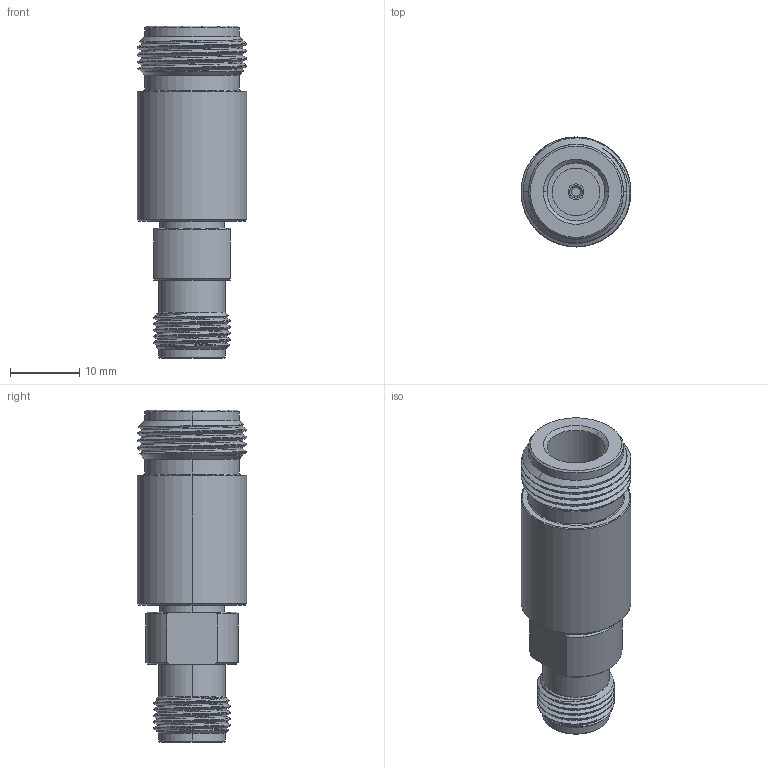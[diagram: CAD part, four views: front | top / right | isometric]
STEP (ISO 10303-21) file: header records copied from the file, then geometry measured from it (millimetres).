
FILE_DESCRIPTION (( 'STEP AP214' ), '1' );
FILE_NAME ('SM4147_3D.step', '2024-12-03T17:16:41', ( '' ), ( '' ), 'SwSTEP 2.0', 'SolidWorks 2022', '' );
FILE_SCHEMA (( 'AUTOMOTIVE_DESIGN' ));
Length unit declared in the file: inch
Products named in the file (1): SM4147_3D
Bounding box: 15.88 x 15.88 x 48 mm (x, y, z)
Volume: 6302.1 mm3; surface area: 3458.5 mm2
Topology: 1 solids, 1 shells, 164 faces, 408 edges, 260 vertices
Faces by surface type: cylinder 64, plane 54, cone 38, bspline 6, torus 2
Entity records: 8323 total; most frequent: CARTESIAN_POINT 4619, ORIENTED_EDGE 816, DIRECTION 716, EDGE_CURVE 408, AXIS2_PLACEMENT_3D 287, VERTEX_POINT 260, EDGE_LOOP 178, FACE_OUTER_BOUND 164
